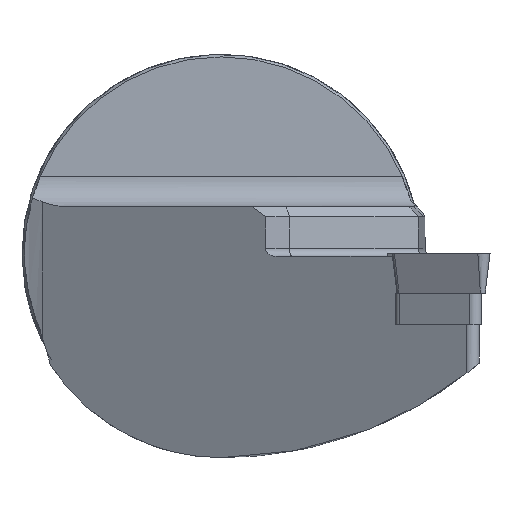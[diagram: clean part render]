
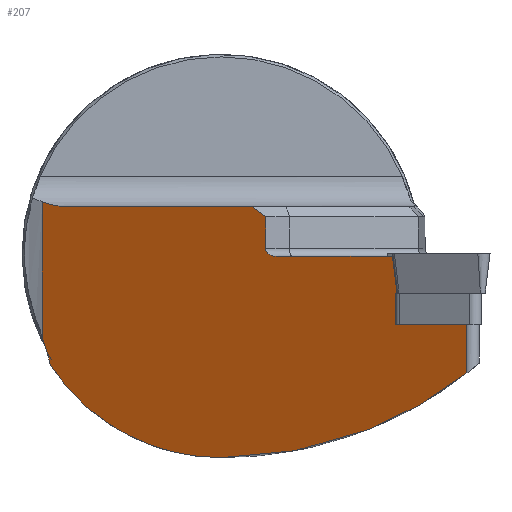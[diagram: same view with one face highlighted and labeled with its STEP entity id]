
A CAD part, left-side view. The second image highlights one B-rep face of the part: STEP entity #207.
In plain terms, the highlighted planar face has unit normal (-0.848, 0.53, 0).
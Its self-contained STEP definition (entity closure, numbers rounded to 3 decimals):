
#152=PLANE('',#1383);
#190=ELLIPSE('',#1381,1.271,0.8);
#191=ELLIPSE('',#1382,5.661,3.);
#207=ADVANCED_FACE('',(#307),#152,.F.);
#307=FACE_OUTER_BOUND('',#372,.T.);
#372=EDGE_LOOP('',(#692,#693,#694,#695,#696,#697,#698,#699,#700,#701,#702,
#703,#704,#705,#706,#707));
#464=B_SPLINE_CURVE_WITH_KNOTS('',3,(#1862,#1863,#1864,#1865),
 .UNSPECIFIED.,.F.,.F.,(4,4),(0.,1.),.UNSPECIFIED.);
#465=B_SPLINE_CURVE_WITH_KNOTS('',3,(#1867,#1868,#1869,#1870),
 .UNSPECIFIED.,.F.,.F.,(4,4),(0.,1.),.UNSPECIFIED.);
#466=B_SPLINE_CURVE_WITH_KNOTS('',3,(#1872,#1873,#1874,#1875,#1876,#1877,
#1878,#1879),.UNSPECIFIED.,.F.,.F.,(4,2,2,4),(0.,0.25,0.5,1.),
 .UNSPECIFIED.);
#467=B_SPLINE_CURVE_WITH_KNOTS('',3,(#1881,#1882,#1883,#1884,#1885,#1886),
 .UNSPECIFIED.,.F.,.F.,(4,2,4),(0.,0.5,1.),.UNSPECIFIED.);
#509=LINE('',#1811,#597);
#511=LINE('',#1840,#599);
#512=LINE('',#1842,#600);
#513=LINE('',#1844,#601);
#514=LINE('',#1846,#602);
#515=LINE('',#1848,#603);
#516=LINE('',#1852,#604);
#517=LINE('',#1854,#605);
#518=LINE('',#1856,#606);
#519=LINE('',#1860,#607);
#597=VECTOR('',#1496,1.);
#599=VECTOR('',#1500,1.);
#600=VECTOR('',#1501,1.);
#601=VECTOR('',#1502,1.);
#602=VECTOR('',#1503,1.);
#603=VECTOR('',#1504,1.);
#604=VECTOR('',#1507,1.);
#605=VECTOR('',#1508,1.);
#606=VECTOR('',#1509,1.);
#607=VECTOR('',#1512,1.);
#692=ORIENTED_EDGE('',*,*,#1161,.F.);
#693=ORIENTED_EDGE('',*,*,#1162,.T.);
#694=ORIENTED_EDGE('',*,*,#1163,.T.);
#695=ORIENTED_EDGE('',*,*,#1164,.T.);
#696=ORIENTED_EDGE('',*,*,#1165,.T.);
#697=ORIENTED_EDGE('',*,*,#1166,.T.);
#698=ORIENTED_EDGE('',*,*,#1167,.T.);
#699=ORIENTED_EDGE('',*,*,#1168,.T.);
#700=ORIENTED_EDGE('',*,*,#1169,.T.);
#701=ORIENTED_EDGE('',*,*,#1170,.T.);
#702=ORIENTED_EDGE('',*,*,#1171,.F.);
#703=ORIENTED_EDGE('',*,*,#1172,.F.);
#704=ORIENTED_EDGE('',*,*,#1173,.F.);
#705=ORIENTED_EDGE('',*,*,#1174,.T.);
#706=ORIENTED_EDGE('',*,*,#1175,.T.);
#707=ORIENTED_EDGE('',*,*,#1157,.T.);
#1037=VERTEX_POINT('',#1809);
#1039=VERTEX_POINT('',#1812);
#1042=VERTEX_POINT('',#1841);
#1043=VERTEX_POINT('',#1843);
#1044=VERTEX_POINT('',#1845);
#1045=VERTEX_POINT('',#1847);
#1046=VERTEX_POINT('',#1849);
#1047=VERTEX_POINT('',#1851);
#1048=VERTEX_POINT('',#1853);
#1049=VERTEX_POINT('',#1855);
#1050=VERTEX_POINT('',#1857);
#1051=VERTEX_POINT('',#1859);
#1052=VERTEX_POINT('',#1861);
#1053=VERTEX_POINT('',#1866);
#1054=VERTEX_POINT('',#1871);
#1055=VERTEX_POINT('',#1880);
#1157=EDGE_CURVE('',#1039,#1037,#509,.T.);
#1161=EDGE_CURVE('',#1042,#1037,#511,.T.);
#1162=EDGE_CURVE('',#1042,#1043,#512,.T.);
#1163=EDGE_CURVE('',#1043,#1044,#513,.T.);
#1164=EDGE_CURVE('',#1044,#1045,#514,.T.);
#1165=EDGE_CURVE('',#1045,#1046,#515,.T.);
#1166=EDGE_CURVE('',#1046,#1047,#190,.T.);
#1167=EDGE_CURVE('',#1047,#1048,#516,.T.);
#1168=EDGE_CURVE('',#1048,#1049,#517,.T.);
#1169=EDGE_CURVE('',#1049,#1050,#518,.T.);
#1170=EDGE_CURVE('',#1050,#1051,#191,.T.);
#1171=EDGE_CURVE('',#1052,#1051,#519,.T.);
#1172=EDGE_CURVE('',#1053,#1052,#464,.T.);
#1173=EDGE_CURVE('',#1054,#1053,#465,.T.);
#1174=EDGE_CURVE('',#1054,#1055,#466,.T.);
#1175=EDGE_CURVE('',#1055,#1039,#467,.T.);
#1381=AXIS2_PLACEMENT_3D('',#1850,#1505,#1506);
#1382=AXIS2_PLACEMENT_3D('',#1858,#1510,#1511);
#1383=AXIS2_PLACEMENT_3D('',#1887,#1513,#1514);
#1496=DIRECTION('',(0.,0.,1.));
#1500=DIRECTION('',(-0.53,-0.848,0.));
#1501=DIRECTION('',(0.,0.,1.));
#1502=DIRECTION('',(-0.53,-0.848,0.));
#1503=DIRECTION('',(0.079,0.126,0.989));
#1504=DIRECTION('',(0.53,0.848,0.));
#1505=DIRECTION('',(0.848,-0.53,0.));
#1506=DIRECTION('',(-0.53,-0.848,0.));
#1507=DIRECTION('',(0.,0.,1.));
#1508=DIRECTION('',(0.448,0.718,0.533));
#1509=DIRECTION('',(0.53,0.848,0.));
#1510=DIRECTION('',(0.848,-0.53,0.));
#1511=DIRECTION('',(0.53,0.848,0.));
#1512=DIRECTION('',(0.,0.,1.));
#1513=DIRECTION('',(0.848,-0.53,0.));
#1514=DIRECTION('',(0.53,0.848,0.));
#1809=CARTESIAN_POINT('',(1.975,-24.684,-7.15));
#1811=CARTESIAN_POINT('',(1.975,-24.684,50.));
#1812=CARTESIAN_POINT('',(1.975,-24.684,-11.997));
#1840=CARTESIAN_POINT('',(28.632,17.976,-7.15));
#1841=CARTESIAN_POINT('',(6.451,-17.521,-7.15));
#1842=CARTESIAN_POINT('',(6.451,-17.521,-3.97));
#1843=CARTESIAN_POINT('',(6.451,-17.521,-3.97));
#1844=CARTESIAN_POINT('',(28.632,17.976,-3.97));
#1845=CARTESIAN_POINT('',(6.365,-17.66,-3.97));
#1846=CARTESIAN_POINT('',(11.047,-10.167,54.974));
#1847=CARTESIAN_POINT('',(6.656,-17.193,-0.3));
#1848=CARTESIAN_POINT('',(28.632,17.976,-0.3));
#1849=CARTESIAN_POINT('',(13.934,-5.546,-0.3));
#1850=CARTESIAN_POINT('',(13.934,-5.546,0.5));
#1851=CARTESIAN_POINT('',(14.608,-4.468,0.5));
#1852=CARTESIAN_POINT('',(14.608,-4.468,50.));
#1853=CARTESIAN_POINT('',(14.608,-4.468,3.7));
#1854=CARTESIAN_POINT('',(48.377,49.575,43.804));
#1855=CARTESIAN_POINT('',(15.45,-3.12,4.7));
#1856=CARTESIAN_POINT('',(-5.071,-35.96,4.7));
#1857=CARTESIAN_POINT('',(27.,15.364,4.7));
#1858=CARTESIAN_POINT('',(27.,15.364,7.7));
#1859=CARTESIAN_POINT('',(28.632,17.976,5.183));
#1860=CARTESIAN_POINT('',(28.632,17.976,50.));
#1861=CARTESIAN_POINT('',(28.632,17.976,-8.394));
#1862=CARTESIAN_POINT('',(28.307,17.456,-10.066));
#1863=CARTESIAN_POINT('',(28.398,17.602,-9.497));
#1864=CARTESIAN_POINT('',(28.514,17.787,-8.944));
#1865=CARTESIAN_POINT('',(28.632,17.976,-8.394));
#1866=CARTESIAN_POINT('',(28.307,17.456,-10.066));
#1867=CARTESIAN_POINT('',(28.109,17.138,-11.238));
#1868=CARTESIAN_POINT('',(28.178,17.249,-10.85));
#1869=CARTESIAN_POINT('',(28.244,17.355,-10.46));
#1870=CARTESIAN_POINT('',(28.307,17.456,-10.066));
#1871=CARTESIAN_POINT('',(28.109,17.138,-11.238));
#1872=CARTESIAN_POINT('',(28.109,17.138,-11.238));
#1873=CARTESIAN_POINT('',(27.482,16.135,-12.767));
#1874=CARTESIAN_POINT('',(26.735,14.94,-14.134));
#1875=CARTESIAN_POINT('',(25.12,12.355,-16.442));
#1876=CARTESIAN_POINT('',(24.246,10.957,-17.4));
#1877=CARTESIAN_POINT('',(21.444,6.473,-19.736));
#1878=CARTESIAN_POINT('',(19.441,3.267,-20.5));
#1879=CARTESIAN_POINT('',(17.387,-0.019,-20.5));
#1880=CARTESIAN_POINT('',(17.387,-0.019,-20.5));
#1881=CARTESIAN_POINT('',(17.387,-0.019,-20.5));
#1882=CARTESIAN_POINT('',(14.655,-4.393,-20.5));
#1883=CARTESIAN_POINT('',(11.976,-8.679,-19.803));
#1884=CARTESIAN_POINT('',(6.733,-17.071,-16.957));
#1885=CARTESIAN_POINT('',(4.255,-21.036,-14.853));
#1886=CARTESIAN_POINT('',(1.975,-24.684,-11.997));
#1887=CARTESIAN_POINT('',(28.632,17.976,50.));
